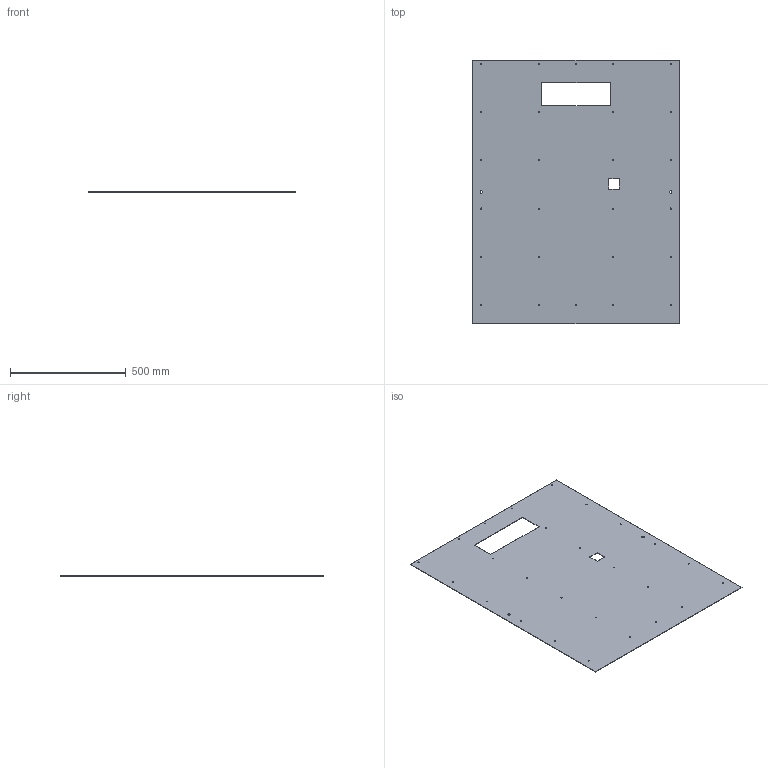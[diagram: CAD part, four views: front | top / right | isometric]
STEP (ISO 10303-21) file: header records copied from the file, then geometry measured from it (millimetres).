
FILE_DESCRIPTION (( 'STEP AP203' ), '1' );
FILE_NAME ('çàäíÿÿ.STEP', '2017-05-09T14:06:30', ( '' ), ( '' ), 'SwSTEP 2.0', 'SolidWorks 2016', '' );
FILE_SCHEMA (( 'CONFIG_CONTROL_DESIGN' ));
Length unit declared in the file: millimetre
Products named in the file (1): 鈞蓖
Bounding box: 891 x 1135 x 2 mm (x, y, z)
Volume: 1958417.4 mm3; surface area: 1969357.3 mm2
Topology: 1 solids, 1 shells, 70 faces, 204 edges, 136 vertices
Faces by surface type: cylinder 56, plane 14
Entity records: 2577 total; most frequent: DIRECTION 458, CARTESIAN_POINT 411, ORIENTED_EDGE 408, EDGE_CURVE 204, AXIS2_PLACEMENT_3D 183, VERTEX_POINT 136, EDGE_LOOP 130, CIRCLE 112
